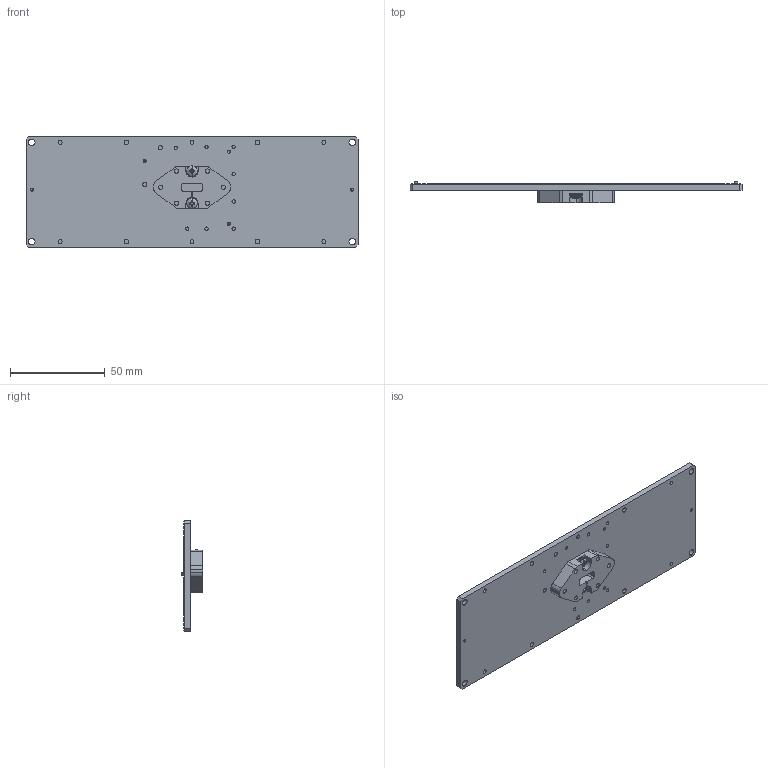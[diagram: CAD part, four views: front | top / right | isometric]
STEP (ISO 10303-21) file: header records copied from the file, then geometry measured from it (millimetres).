
FILE_DESCRIPTION (( 'STEP AP203' ), '1' );
FILE_NAME ('AM-RK-0515.STEP', '2022-03-10T01:35:10', ( '' ), ( '' ), 'SwSTEP 2.0', 'SolidWorks 2021', '' );
FILE_SCHEMA (( 'CONFIG_CONTROL_DESIGN' ));
Length unit declared in the file: millimetre
Products named in the file (1): AM-RK-0515
Bounding box: 175.26 x 11.29 x 58.42 mm (x, y, z)
Volume: 38546.5 mm3; surface area: 24353.7 mm2
Topology: 5 solids, 12 shells, 332 faces, 797 edges, 514 vertices
Faces by surface type: cylinder 155, plane 131, cone 34, torus 8, sphere 4
Entity records: 9812 total; most frequent: CARTESIAN_POINT 1868, DIRECTION 1751, ORIENTED_EDGE 1562, EDGE_CURVE 781, AXIS2_PLACEMENT_3D 701, VERTEX_POINT 514, EDGE_LOOP 381, CIRCLE 368
